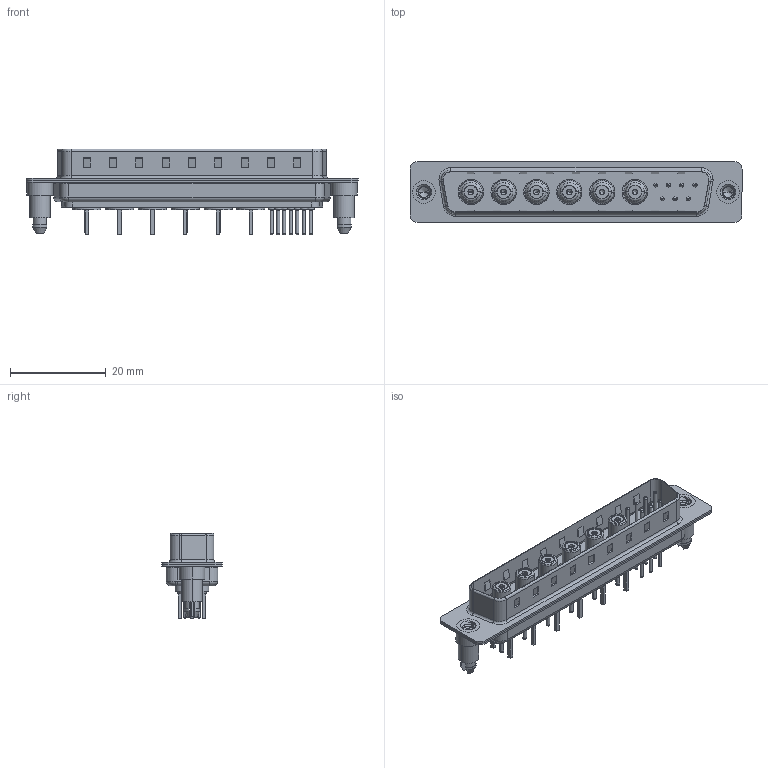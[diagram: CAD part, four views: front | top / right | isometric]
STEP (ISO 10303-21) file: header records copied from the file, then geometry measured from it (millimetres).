
FILE_DESCRIPTION (( 'STEP AP203' ), '1' );
FILE_NAME ('627-13W6624-7N5.STEP', '2019-05-29T00:14:46', ( '' ), ( '' ), 'SwSTEP 2.0', 'SolidWorks 2016', '' );
FILE_SCHEMA (( 'CONFIG_CONTROL_DESIGN' ));
Length unit declared in the file: millimetre
Products named in the file (13): 627Combo Threaded Boardlock_5; 627Combo Contact Row 1_24; 627Combo Contact Row 2_24; 627-13W6624-7N5; Co-Ax Jack_Straight PC Tail; Insulator Socket; Insulator Socket 2; 627Combo Housing_13W6; Locking Collar; 627Combo Shell Rear_37 Contacts; Socket_Str; 627Combo Shell Front_37 Contacts; Co-Ax Jack Assy_S
Assembly tree (23 placements, depth 3):
  627-13W6624-7N5
    627Combo Housing_13W6
    627Combo Shell Rear_37 Contacts
    627Combo Shell Front_37 Contacts
    627Combo Threaded Boardlock_5  x2
    Co-Ax Jack Assy_S  x6
      Co-Ax Jack_Straight PC Tail
      Insulator Socket
      Insulator Socket 2
      Locking Collar
      Socket_Str
    627Combo Contact Row 1_24  x4
    627Combo Contact Row 2_24  x3
Bounding box: 69.3 x 12.6 x 17.9 mm (x, y, z)
Volume: 4030.3 mm3; surface area: 11824.5 mm2
Topology: 42 solids, 42 shells, 1387 faces, 3201 edges, 1996 vertices
Faces by surface type: cylinder 553, plane 550, torus 186, cone 68, bspline 18, sphere 12
Entity records: 22655 total; most frequent: CARTESIAN_POINT 5120, DIRECTION 3496, ORIENTED_EDGE 3162, EDGE_CURVE 1581, AXIS2_PLACEMENT_3D 1323, VERTEX_POINT 1001, LINE 850, VECTOR 850
